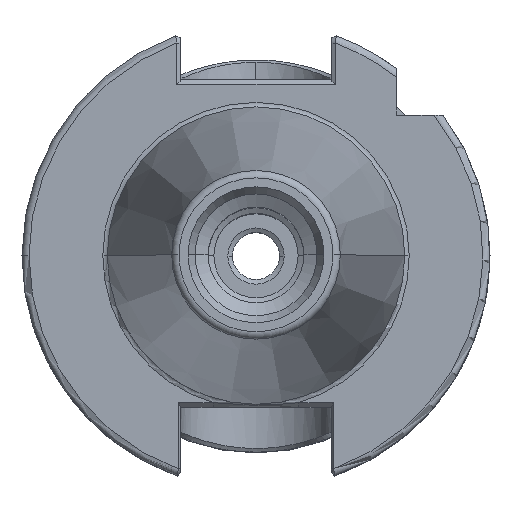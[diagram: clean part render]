
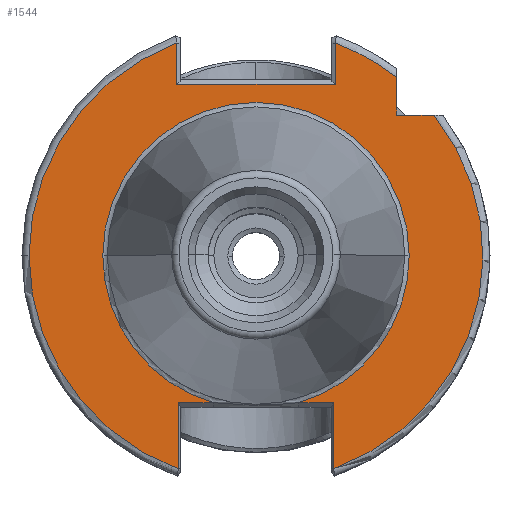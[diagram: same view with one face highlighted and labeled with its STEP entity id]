
A CAD part, top view. The second image highlights one B-rep face of the part: STEP entity #1544.
In plain terms, the highlighted planar face has unit normal (0, 0, 1).
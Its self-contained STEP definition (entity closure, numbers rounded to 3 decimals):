
#111 = EDGE_CURVE ( 'NONE', #996, #3321, #284, .T. ) ;
#269 = AXIS2_PLACEMENT_3D ( 'NONE', #7842, #6756, #8411 ) ;
#284 = LINE ( 'NONE', #11856, #5232 ) ;
#428 = EDGE_CURVE ( 'NONE', #17104, #5596, #11678, .T. ) ;
#517 = LINE ( 'NONE', #10850, #10461 ) ;
#610 = VERTEX_POINT ( 'NONE', #14564 ) ;
#924 = EDGE_CURVE ( 'NONE', #5393, #10162, #16138, .T. ) ;
#996 = VERTEX_POINT ( 'NONE', #18247 ) ;
#1314 = ORIENTED_EDGE ( 'NONE', *, *, #17805, .T. ) ;
#1489 = EDGE_CURVE ( 'NONE', #14921, #7926, #9288, .T. ) ;
#1510 = DIRECTION ( 'NONE',  ( 0., -1., 0. ) ) ;
#1544 = ADVANCED_FACE ( 'NONE', ( #4565 ), #18849, .F. ) ;
#1643 = CIRCLE ( 'NONE', #21508, 16.35 ) ;
#1666 = EDGE_CURVE ( 'NONE', #4432, #2368, #23046, .T. ) ;
#1682 = CARTESIAN_POINT ( 'NONE',  ( 15., 25.813, -3.2 ) ) ;
#1751 = DIRECTION ( 'NONE',  ( 0., -1., 0. ) ) ;
#1794 = EDGE_CURVE ( 'NONE', #9583, #14921, #22429, .T. ) ;
#2185 = CARTESIAN_POINT ( 'NONE',  ( 8.288, -22.763, -3.2 ) ) ;
#2348 = DIRECTION ( 'NONE',  ( 0., 0., 1. ) ) ;
#2368 = VERTEX_POINT ( 'NONE', #2185 ) ;
#2435 = VERTEX_POINT ( 'NONE', #3665 ) ;
#2772 = CARTESIAN_POINT ( 'NONE',  ( 0., 0., -3.2 ) ) ;
#2995 = ORIENTED_EDGE ( 'NONE', *, *, #10297, .T. ) ;
#3321 = VERTEX_POINT ( 'NONE', #4654 ) ;
#3665 = CARTESIAN_POINT ( 'NONE',  ( -16.35, 0., -3.2 ) ) ;
#3892 = LINE ( 'NONE', #19077, #8286 ) ;
#4032 = DIRECTION ( 'NONE',  ( 0., 0., 1. ) ) ;
#4274 = DIRECTION ( 'NONE',  ( -1., 0., 0. ) ) ;
#4432 = VERTEX_POINT ( 'NONE', #12722 ) ;
#4565 = FACE_OUTER_BOUND ( 'NONE', #11553, .T. ) ;
#4607 = LINE ( 'NONE', #20125, #14635 ) ;
#4654 = CARTESIAN_POINT ( 'NONE',  ( -4.564, -15.7, -3.2 ) ) ;
#4893 = ORIENTED_EDGE ( 'NONE', *, *, #19834, .T. ) ;
#5057 = CARTESIAN_POINT ( 'NONE',  ( 0., 0., -3.2 ) ) ;
#5232 = VECTOR ( 'NONE', #21298, 1000. ) ;
#5393 = VERTEX_POINT ( 'NONE', #19501 ) ;
#5549 = CARTESIAN_POINT ( 'NONE',  ( -8.288, -22.763, -3.2 ) ) ;
#5560 = LINE ( 'NONE', #1682, #10545 ) ;
#5596 = VERTEX_POINT ( 'NONE', #18173 ) ;
#5666 = DIRECTION ( 'NONE',  ( 0., 0., -1. ) ) ;
#5784 = VERTEX_POINT ( 'NONE', #22420 ) ;
#6193 = AXIS2_PLACEMENT_3D ( 'NONE', #23757, #13183, #19010 ) ;
#6373 = AXIS2_PLACEMENT_3D ( 'NONE', #2772, #4032, #4274 ) ;
#6491 = EDGE_CURVE ( 'NONE', #10162, #610, #517, .T. ) ;
#6756 = DIRECTION ( 'NONE',  ( 0., 0., 1. ) ) ;
#6959 = DIRECTION ( 'NONE',  ( -1., 0., 0. ) ) ;
#7098 = CIRCLE ( 'NONE', #20602, 16.35 ) ;
#7156 = AXIS2_PLACEMENT_3D ( 'NONE', #13432, #9610, #18682 ) ;
#7606 = DIRECTION ( 'NONE',  ( 1., 0., 0. ) ) ;
#7842 = CARTESIAN_POINT ( 'NONE',  ( 0., 0., -3.2 ) ) ;
#7868 = ORIENTED_EDGE ( 'NONE', *, *, #20843, .T. ) ;
#7919 = LINE ( 'NONE', #15620, #17368 ) ;
#7926 = VERTEX_POINT ( 'NONE', #5549 ) ;
#8081 = ORIENTED_EDGE ( 'NONE', *, *, #15332, .T. ) ;
#8286 = VECTOR ( 'NONE', #20939, 1000. ) ;
#8411 = DIRECTION ( 'NONE',  ( -1., 0., 0. ) ) ;
#9128 = VECTOR ( 'NONE', #7606, 1000. ) ;
#9288 = CIRCLE ( 'NONE', #6373, 24.225 ) ;
#9422 = CARTESIAN_POINT ( 'NONE',  ( 15., 15., -3.2 ) ) ;
#9455 = ORIENTED_EDGE ( 'NONE', *, *, #111, .T. ) ;
#9583 = VERTEX_POINT ( 'NONE', #19978 ) ;
#9610 = DIRECTION ( 'NONE',  ( 0., 0., -1. ) ) ;
#9637 = ORIENTED_EDGE ( 'NONE', *, *, #16665, .T. ) ;
#9825 = DIRECTION ( 'NONE',  ( -1., 0., 0. ) ) ;
#10162 = VERTEX_POINT ( 'NONE', #15946 ) ;
#10297 = EDGE_CURVE ( 'NONE', #3321, #2435, #1643, .T. ) ;
#10427 = CARTESIAN_POINT ( 'NONE',  ( -8.478, 18.3, -3.2 ) ) ;
#10431 = VECTOR ( 'NONE', #22235, 1000. ) ;
#10438 = CARTESIAN_POINT ( 'NONE',  ( 8.288, 24.975, -3.2 ) ) ;
#10461 = VECTOR ( 'NONE', #1510, 1000. ) ;
#10545 = VECTOR ( 'NONE', #1751, 1000. ) ;
#10566 = ORIENTED_EDGE ( 'NONE', *, *, #18222, .F. ) ;
#10752 = ORIENTED_EDGE ( 'NONE', *, *, #6491, .T. ) ;
#10850 = CARTESIAN_POINT ( 'NONE',  ( 8.478, 18.8, -3.2 ) ) ;
#11263 = AXIS2_PLACEMENT_3D ( 'NONE', #21126, #18036, #21433 ) ;
#11312 = ORIENTED_EDGE ( 'NONE', *, *, #1794, .T. ) ;
#11553 = EDGE_LOOP ( 'NONE', ( #2995, #1314, #16991, #4893, #22279, #9637, #10566, #21038, #23702, #10752, #7868, #8081, #11312, #13712, #15942, #9455 ) ) ;
#11678 = CIRCLE ( 'NONE', #6193, 16.35 ) ;
#11694 = LINE ( 'NONE', #16795, #21105 ) ;
#11856 = CARTESIAN_POINT ( 'NONE',  ( -2.21, -15.7, -3.2 ) ) ;
#12213 = VERTEX_POINT ( 'NONE', #15389 ) ;
#12722 = CARTESIAN_POINT ( 'NONE',  ( 8.288, -15.7, -3.2 ) ) ;
#13183 = DIRECTION ( 'NONE',  ( 0., 0., -1. ) ) ;
#13432 = CARTESIAN_POINT ( 'NONE',  ( 0., 24.975, -3.2 ) ) ;
#13631 = CARTESIAN_POINT ( 'NONE',  ( 0., 0., -3.2 ) ) ;
#13712 = ORIENTED_EDGE ( 'NONE', *, *, #1489, .T. ) ;
#14564 = CARTESIAN_POINT ( 'NONE',  ( 8.478, 18.3, -3.2 ) ) ;
#14635 = VECTOR ( 'NONE', #20036, 1000. ) ;
#14873 = EDGE_CURVE ( 'NONE', #5393, #12213, #5560, .T. ) ;
#14921 = VERTEX_POINT ( 'NONE', #15145 ) ;
#15145 = CARTESIAN_POINT ( 'NONE',  ( -24.225, 0., -3.2 ) ) ;
#15192 = EDGE_CURVE ( 'NONE', #7926, #996, #11694, .T. ) ;
#15332 = EDGE_CURVE ( 'NONE', #18715, #9583, #4607, .T. ) ;
#15389 = CARTESIAN_POINT ( 'NONE',  ( 15., 15., -3.2 ) ) ;
#15537 = DIRECTION ( 'NONE',  ( -1., 0., 0. ) ) ;
#15620 = CARTESIAN_POINT ( 'NONE',  ( -8.095, 18.3, -3.2 ) ) ;
#15942 = ORIENTED_EDGE ( 'NONE', *, *, #15192, .T. ) ;
#15946 = CARTESIAN_POINT ( 'NONE',  ( 8.478, 22.693, -3.2 ) ) ;
#16138 = CIRCLE ( 'NONE', #269, 24.225 ) ;
#16665 = EDGE_CURVE ( 'NONE', #2368, #5784, #22708, .T. ) ;
#16795 = CARTESIAN_POINT ( 'NONE',  ( -8.288, 24.975, -3.2 ) ) ;
#16870 = DIRECTION ( 'NONE',  ( 0., 1., 0. ) ) ;
#16955 = CARTESIAN_POINT ( 'NONE',  ( 0., 0., -3.2 ) ) ;
#16991 = ORIENTED_EDGE ( 'NONE', *, *, #428, .T. ) ;
#17104 = VERTEX_POINT ( 'NONE', #19608 ) ;
#17368 = VECTOR ( 'NONE', #9825, 1000. ) ;
#17805 = EDGE_CURVE ( 'NONE', #2435, #17104, #7098, .T. ) ;
#18036 = DIRECTION ( 'NONE',  ( 0., 0., 1. ) ) ;
#18173 = CARTESIAN_POINT ( 'NONE',  ( 4.564, -15.7, -3.2 ) ) ;
#18222 = EDGE_CURVE ( 'NONE', #12213, #5784, #24080, .T. ) ;
#18247 = CARTESIAN_POINT ( 'NONE',  ( -8.288, -15.7, -3.2 ) ) ;
#18269 = DIRECTION ( 'NONE',  ( 0., 0., -1. ) ) ;
#18682 = DIRECTION ( 'NONE',  ( -1., 0., 0. ) ) ;
#18715 = VERTEX_POINT ( 'NONE', #10427 ) ;
#18849 = PLANE ( 'NONE',  #7156 ) ;
#18857 = DIRECTION ( 'NONE',  ( -1., 0., 0. ) ) ;
#19010 = DIRECTION ( 'NONE',  ( -1., 0., 0. ) ) ;
#19077 = CARTESIAN_POINT ( 'NONE',  ( 8.05, -15.7, -3.2 ) ) ;
#19501 = CARTESIAN_POINT ( 'NONE',  ( 15., 19.022, -3.2 ) ) ;
#19608 = CARTESIAN_POINT ( 'NONE',  ( 16.35, 0., -3.2 ) ) ;
#19834 = EDGE_CURVE ( 'NONE', #5596, #4432, #3892, .T. ) ;
#19978 = CARTESIAN_POINT ( 'NONE',  ( -8.478, 22.693, -3.2 ) ) ;
#20036 = DIRECTION ( 'NONE',  ( 0., 1., 0. ) ) ;
#20125 = CARTESIAN_POINT ( 'NONE',  ( -8.478, 22.832, -3.2 ) ) ;
#20602 = AXIS2_PLACEMENT_3D ( 'NONE', #16955, #5666, #18857 ) ;
#20843 = EDGE_CURVE ( 'NONE', #610, #18715, #7919, .T. ) ;
#20939 = DIRECTION ( 'NONE',  ( 1., 0., 0. ) ) ;
#21038 = ORIENTED_EDGE ( 'NONE', *, *, #14873, .F. ) ;
#21105 = VECTOR ( 'NONE', #16870, 1000. ) ;
#21126 = CARTESIAN_POINT ( 'NONE',  ( 0., 0., -3.2 ) ) ;
#21298 = DIRECTION ( 'NONE',  ( 1., 0., 0. ) ) ;
#21433 = DIRECTION ( 'NONE',  ( -1., 0., 0. ) ) ;
#21508 = AXIS2_PLACEMENT_3D ( 'NONE', #5057, #18269, #6959 ) ;
#22235 = DIRECTION ( 'NONE',  ( 0., -1., 0. ) ) ;
#22279 = ORIENTED_EDGE ( 'NONE', *, *, #1666, .T. ) ;
#22420 = CARTESIAN_POINT ( 'NONE',  ( 19.022, 15., -3.2 ) ) ;
#22429 = CIRCLE ( 'NONE', #11263, 24.225 ) ;
#22708 = CIRCLE ( 'NONE', #23466, 24.225 ) ;
#23046 = LINE ( 'NONE', #10438, #10431 ) ;
#23466 = AXIS2_PLACEMENT_3D ( 'NONE', #13631, #2348, #15537 ) ;
#23702 = ORIENTED_EDGE ( 'NONE', *, *, #924, .T. ) ;
#23757 = CARTESIAN_POINT ( 'NONE',  ( 0., 0., -3.2 ) ) ;
#24080 = LINE ( 'NONE', #9422, #9128 ) ;
